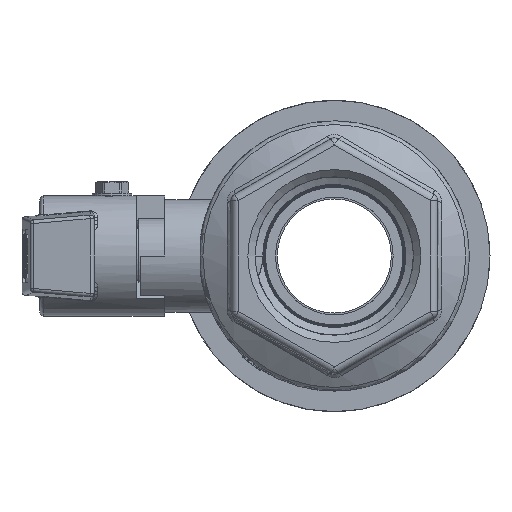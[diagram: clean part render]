
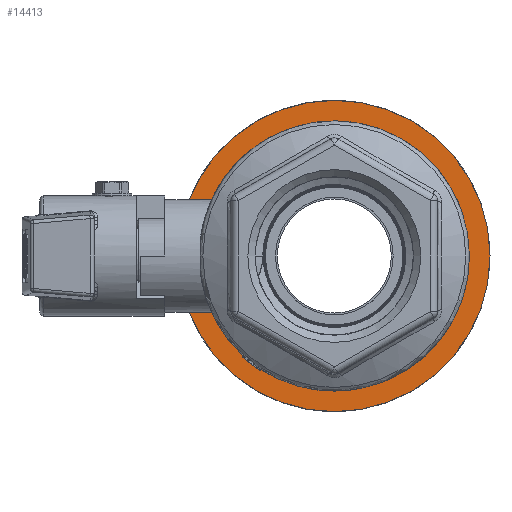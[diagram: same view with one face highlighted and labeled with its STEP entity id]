
A CAD part, left-side view. The second image highlights one B-rep face of the part: STEP entity #14413.
In plain terms, the highlighted planar face has unit normal (-1, 0, 0).
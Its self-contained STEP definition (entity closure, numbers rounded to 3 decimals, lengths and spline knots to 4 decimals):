
#493=PLANE('',#15729);
#931=FACE_BOUND('',#2371,.T.);
#1502=FACE_OUTER_BOUND('',#2370,.T.);
#2370=EDGE_LOOP('',(#11519));
#2371=EDGE_LOOP('',(#11520));
#3017=CIRCLE('',#15573,1.125);
#3090=CIRCLE('',#15715,1.297);
#6446=VERTEX_POINT('',#38322);
#6587=VERTEX_POINT('',#39175);
#8132=EDGE_CURVE('',#6446,#6446,#3017,.T.);
#8341=EDGE_CURVE('',#6587,#6587,#3090,.T.);
#11519=ORIENTED_EDGE('',*,*,#8341,.F.);
#11520=ORIENTED_EDGE('',*,*,#8132,.T.);
#14413=ADVANCED_FACE('',(#1502,#931),#493,.T.);
#15573=AXIS2_PLACEMENT_3D('',#38324,#17498,#17499);
#15715=AXIS2_PLACEMENT_3D('',#39177,#17885,#17886);
#15729=AXIS2_PLACEMENT_3D('',#39922,#17916,#17917);
#17498=DIRECTION('center_axis',(1.,0.,0.));
#17499=DIRECTION('ref_axis',(0.,0.,-1.));
#17885=DIRECTION('center_axis',(1.,0.,0.));
#17886=DIRECTION('ref_axis',(0.,0.,-1.));
#17916=DIRECTION('center_axis',(-1.,0.,0.));
#17917=DIRECTION('ref_axis',(0.,0.,1.));
#38322=CARTESIAN_POINT('',(0.,-1.125,0.));
#38324=CARTESIAN_POINT('Origin',(0.,0.,0.));
#39175=CARTESIAN_POINT('',(0.,-1.297,0.));
#39177=CARTESIAN_POINT('Origin',(0.,0.,0.));
#39922=CARTESIAN_POINT('Origin',(0.,1.297,0.));
